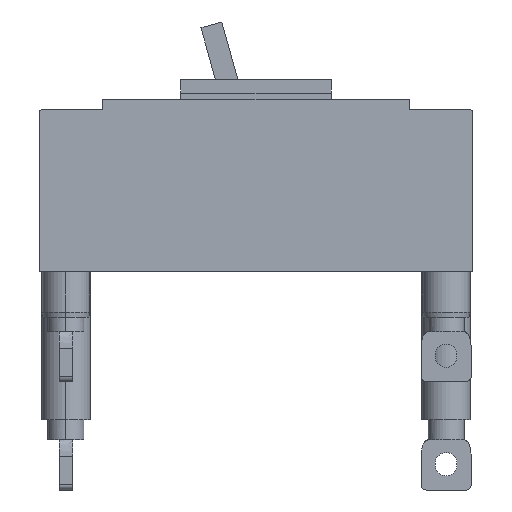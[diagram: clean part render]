
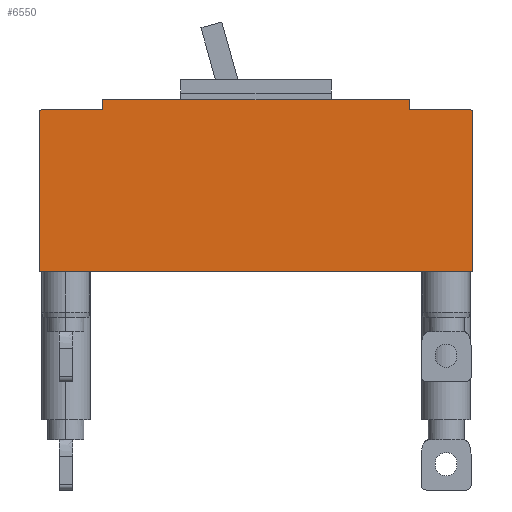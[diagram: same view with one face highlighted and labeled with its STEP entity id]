
A CAD part, left-side view. The second image highlights one B-rep face of the part: STEP entity #6550.
In plain terms, the highlighted planar face has unit normal (-1, 0, 0).
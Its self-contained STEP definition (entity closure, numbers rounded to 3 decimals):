
#343 = LINE ( 'NONE', #6400, #16605 ) ;
#1477 = VERTEX_POINT ( 'NONE', #14771 ) ;
#1683 = DIRECTION ( 'NONE',  ( 0., -1., 0. ) ) ;
#2288 = CARTESIAN_POINT ( 'NONE',  ( -70., -130., 0. ) ) ;
#2858 = ORIENTED_EDGE ( 'NONE', *, *, #8860, .F. ) ;
#2914 = CARTESIAN_POINT ( 'NONE',  ( -70., -92., 97. ) ) ;
#3538 = CARTESIAN_POINT ( 'NONE',  ( -70., 92., 102.95 ) ) ;
#3693 = CARTESIAN_POINT ( 'NONE',  ( -70., 130., 103. ) ) ;
#3708 = CARTESIAN_POINT ( 'NONE',  ( -70., 130., 97. ) ) ;
#3864 = ORIENTED_EDGE ( 'NONE', *, *, #8345, .T. ) ;
#3936 = DIRECTION ( 'NONE',  ( 0., -1., 0. ) ) ;
#3949 = DIRECTION ( 'NONE',  ( 0., -1., 0. ) ) ;
#4015 = AXIS2_PLACEMENT_3D ( 'NONE', #3693, #5358, #16368 ) ;
#4019 = CARTESIAN_POINT ( 'NONE',  ( -70., 130., 95. ) ) ;
#4069 = DIRECTION ( 'NONE',  ( 0., -1., 0. ) ) ;
#4454 = LINE ( 'NONE', #2914, #20026 ) ;
#4571 = CARTESIAN_POINT ( 'NONE',  ( -70., -130., 97. ) ) ;
#4638 = EDGE_CURVE ( 'NONE', #13076, #12957, #14734, .T. ) ;
#5103 = ORIENTED_EDGE ( 'NONE', *, *, #18440, .T. ) ;
#5358 = DIRECTION ( 'NONE',  ( 1., 0., 0. ) ) ;
#5954 = EDGE_CURVE ( 'NONE', #1477, #6638, #19236, .T. ) ;
#5971 = VERTEX_POINT ( 'NONE', #3538 ) ;
#6054 = CARTESIAN_POINT ( 'NONE',  ( -70., -130., 95. ) ) ;
#6400 = CARTESIAN_POINT ( 'NONE',  ( -70., 92., 102.95 ) ) ;
#6550 = ADVANCED_FACE ( 'NONE', ( #9995 ), #19266, .F. ) ;
#6638 = VERTEX_POINT ( 'NONE', #16493 ) ;
#7060 = ORIENTED_EDGE ( 'NONE', *, *, #19195, .T. ) ;
#7078 = ORIENTED_EDGE ( 'NONE', *, *, #5954, .F. ) ;
#7374 = DIRECTION ( 'NONE',  ( 0., 0., -1. ) ) ;
#7411 = CARTESIAN_POINT ( 'NONE',  ( -70., -92., 97. ) ) ;
#7497 = VECTOR ( 'NONE', #4069, 1000. ) ;
#7589 = VERTEX_POINT ( 'NONE', #19284 ) ;
#7675 = ORIENTED_EDGE ( 'NONE', *, *, #9621, .T. ) ;
#7766 = LINE ( 'NONE', #14541, #12432 ) ;
#8005 = LINE ( 'NONE', #15093, #7497 ) ;
#8302 = VECTOR ( 'NONE', #7374, 1000. ) ;
#8345 = EDGE_CURVE ( 'NONE', #1477, #8598, #19069, .T. ) ;
#8598 = VERTEX_POINT ( 'NONE', #4019 ) ;
#8812 = DIRECTION ( 'NONE',  ( -1., 0., 0. ) ) ;
#8860 = EDGE_CURVE ( 'NONE', #17801, #19879, #12566, .T. ) ;
#8892 = AXIS2_PLACEMENT_3D ( 'NONE', #9408, #20185, #10954 ) ;
#9328 = VERTEX_POINT ( 'NONE', #20041 ) ;
#9408 = CARTESIAN_POINT ( 'NONE',  ( -70., 128., 95. ) ) ;
#9621 = EDGE_CURVE ( 'NONE', #7589, #19879, #8005, .T. ) ;
#9995 = FACE_OUTER_BOUND ( 'NONE', #14164, .T. ) ;
#10017 = EDGE_CURVE ( 'NONE', #6638, #5971, #7766, .T. ) ;
#10028 = ORIENTED_EDGE ( 'NONE', *, *, #4638, .F. ) ;
#10472 = CARTESIAN_POINT ( 'NONE',  ( -70., 130., 103. ) ) ;
#10593 = VECTOR ( 'NONE', #3936, 1000. ) ;
#10799 = EDGE_CURVE ( 'NONE', #13076, #9328, #4454, .T. ) ;
#10954 = DIRECTION ( 'NONE',  ( 0., 1., 0. ) ) ;
#11036 = VECTOR ( 'NONE', #3949, 1000. ) ;
#12432 = VECTOR ( 'NONE', #16101, 1000. ) ;
#12490 = LINE ( 'NONE', #10472, #8302 ) ;
#12566 = LINE ( 'NONE', #15615, #20209 ) ;
#12786 = ORIENTED_EDGE ( 'NONE', *, *, #10799, .T. ) ;
#12957 = VERTEX_POINT ( 'NONE', #15001 ) ;
#13076 = VERTEX_POINT ( 'NONE', #7411 ) ;
#14049 = AXIS2_PLACEMENT_3D ( 'NONE', #18103, #8812, #19594 ) ;
#14164 = EDGE_LOOP ( 'NONE', ( #2858, #7060, #10028, #12786, #16589, #19927, #7078, #3864, #5103, #7675 ) ) ;
#14541 = CARTESIAN_POINT ( 'NONE',  ( -70., 92., 97. ) ) ;
#14734 = LINE ( 'NONE', #4571, #10593 ) ;
#14771 = CARTESIAN_POINT ( 'NONE',  ( -70., 128., 97. ) ) ;
#15001 = CARTESIAN_POINT ( 'NONE',  ( -70., -128., 97. ) ) ;
#15093 = CARTESIAN_POINT ( 'NONE',  ( -70., 130., 0. ) ) ;
#15615 = CARTESIAN_POINT ( 'NONE',  ( -70., -130., 103. ) ) ;
#16101 = DIRECTION ( 'NONE',  ( 0., 0., 1. ) ) ;
#16368 = DIRECTION ( 'NONE',  ( 0., 1., 0. ) ) ;
#16493 = CARTESIAN_POINT ( 'NONE',  ( -70., 92., 97. ) ) ;
#16589 = ORIENTED_EDGE ( 'NONE', *, *, #17975, .F. ) ;
#16605 = VECTOR ( 'NONE', #1683, 1000. ) ;
#17033 = DIRECTION ( 'NONE',  ( 0., 0., 1. ) ) ;
#17192 = DIRECTION ( 'NONE',  ( 0., 0., -1. ) ) ;
#17801 = VERTEX_POINT ( 'NONE', #6054 ) ;
#17975 = EDGE_CURVE ( 'NONE', #5971, #9328, #343, .T. ) ;
#18103 = CARTESIAN_POINT ( 'NONE',  ( -70., -128., 95. ) ) ;
#18440 = EDGE_CURVE ( 'NONE', #8598, #7589, #12490, .T. ) ;
#19069 = CIRCLE ( 'NONE', #8892, 2. ) ;
#19195 = EDGE_CURVE ( 'NONE', #17801, #12957, #19930, .T. ) ;
#19236 = LINE ( 'NONE', #3708, #11036 ) ;
#19266 = PLANE ( 'NONE',  #4015 ) ;
#19284 = CARTESIAN_POINT ( 'NONE',  ( -70., 130., 0. ) ) ;
#19594 = DIRECTION ( 'NONE',  ( 0., 1., 0. ) ) ;
#19879 = VERTEX_POINT ( 'NONE', #2288 ) ;
#19927 = ORIENTED_EDGE ( 'NONE', *, *, #10017, .F. ) ;
#19930 = CIRCLE ( 'NONE', #14049, 2. ) ;
#20026 = VECTOR ( 'NONE', #17033, 1000. ) ;
#20041 = CARTESIAN_POINT ( 'NONE',  ( -70., -92., 102.95 ) ) ;
#20185 = DIRECTION ( 'NONE',  ( -1., 0., 0. ) ) ;
#20209 = VECTOR ( 'NONE', #17192, 1000. ) ;
